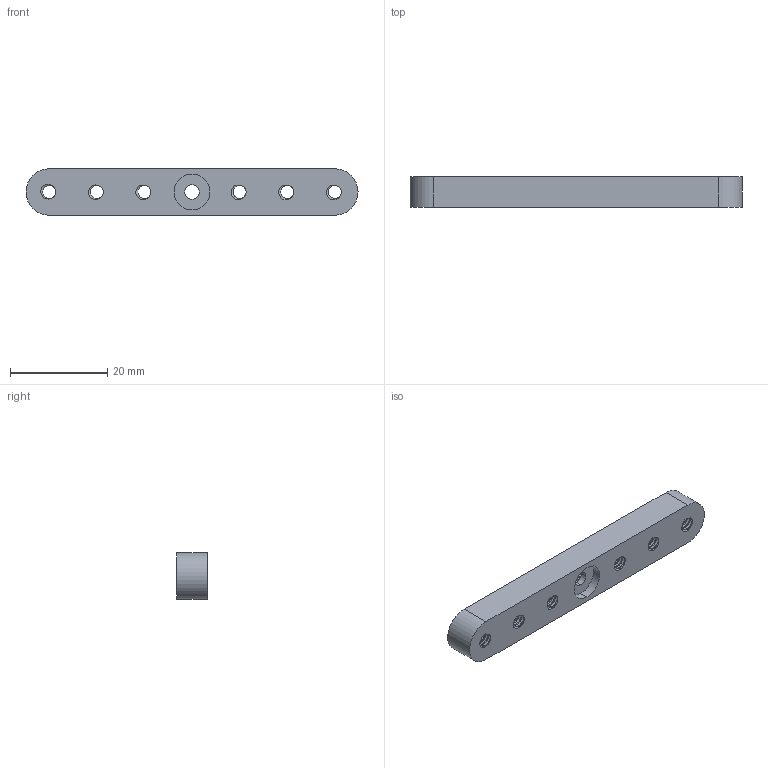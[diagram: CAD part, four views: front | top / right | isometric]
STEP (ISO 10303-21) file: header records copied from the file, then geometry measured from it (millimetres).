
FILE_DESCRIPTION (( 'STEP AP203' ), '1' );
FILE_NAME ('525118.STEP', '2016-08-08T14:51:42', ( '' ), ( '' ), 'SwSTEP 2.0', 'SolidWorks 2014', '' );
FILE_SCHEMA (( 'CONFIG_CONTROL_DESIGN' ));
Length unit declared in the file: inch
Products named in the file (1): 525118
Bounding box: 68.2 x 6.35 x 9.53 mm (x, y, z)
Volume: 2924 mm3; surface area: 2956.5 mm2
Topology: 1 solids, 1 shells, 195 faces, 552 edges, 368 vertices
Faces by surface type: cylinder 122, plane 61, bspline 12
Entity records: 10505 total; most frequent: CARTESIAN_POINT 5924, ORIENTED_EDGE 1104, DIRECTION 780, EDGE_CURVE 552, VERTEX_POINT 368, VECTOR 260, LINE 260, AXIS2_PLACEMENT_3D 260
